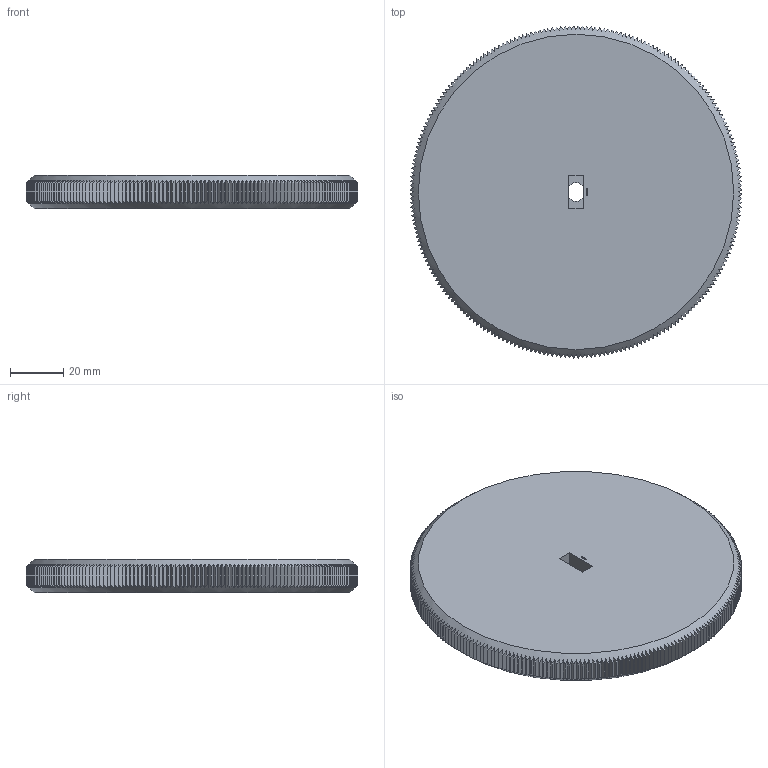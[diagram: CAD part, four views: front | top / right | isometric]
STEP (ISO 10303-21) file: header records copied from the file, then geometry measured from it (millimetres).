
FILE_DESCRIPTION(('FreeCAD Model'),'2;1');
FILE_NAME('Open CASCADE Shape Model','2024-01-03T19:15:31',(''),(''), 'Open CASCADE STEP processor 7.6','FreeCAD','Unknown');
FILE_SCHEMA(('AUTOMOTIVE_DESIGN { 1 0 10303 214 1 1 1 1 }'));
Products named in the file (1): Knob KNR BVD SCR ISR BU01.00x10.00 - SPN-KNB-0035 (stemfie.org)
Bounding box: 124.99 x 124.99 x 12.5 mm (x, y, z)
Volume: 147015.1 mm3; surface area: 31000.5 mm2
Topology: 1 solids, 1 shells, 1238 faces, 3606 edges, 2402 vertices
Faces by surface type: plane 806, cylinder 242, extrusion 186, cone 4
Entity records: 91648 total; most frequent: CARTESIAN_POINT 21151, DIRECTION 12852, ORIENTED_EDGE 7212, PCURVE 7212, DEFINITIONAL_REPRESENTATION 7212, VECTOR 6874, LINE 6688, EDGE_CURVE 3606
